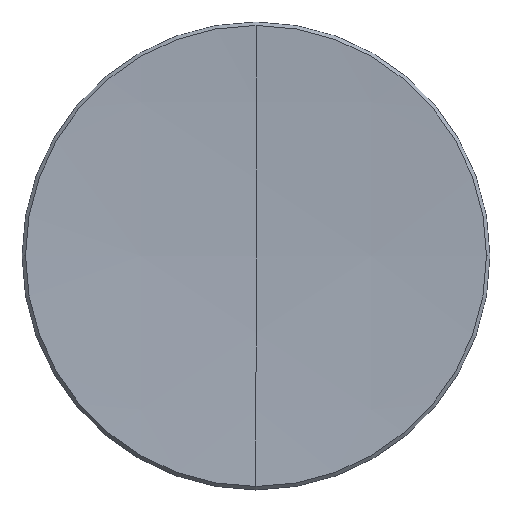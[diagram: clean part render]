
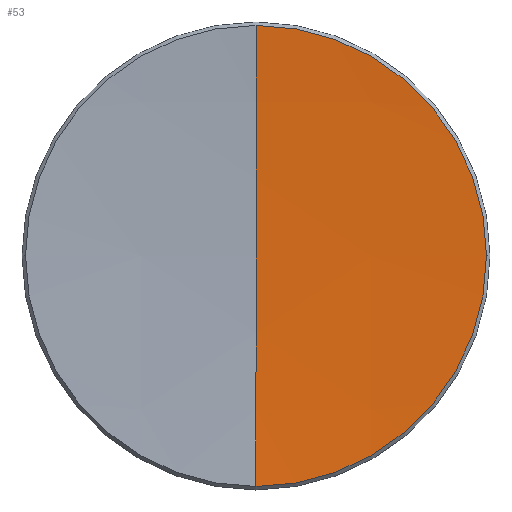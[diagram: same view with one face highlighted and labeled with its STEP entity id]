
A CAD part, top view. The second image highlights one B-rep face of the part: STEP entity #53.
In plain terms, the highlighted spherical face has radius 209.81 mm.
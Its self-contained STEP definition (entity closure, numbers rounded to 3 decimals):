
#2 = CARTESIAN_POINT ( 'NONE',  ( 0., 12.511, 5.989 ) ) ;
#4 = DIRECTION ( 'NONE',  ( -1., 0., 0. ) ) ;
#7 = CARTESIAN_POINT ( 'NONE',  ( 0., 0., 215.425 ) ) ;
#15 = DIRECTION ( 'NONE',  ( -1., 0., 0. ) ) ;
#40 = FACE_OUTER_BOUND ( 'NONE', #181, .T. ) ;
#43 = ORIENTED_EDGE ( 'NONE', *, *, #193, .T. ) ;
#47 = VERTEX_POINT ( 'NONE', #85 ) ;
#48 = DIRECTION ( 'NONE',  ( 1., 0., 0. ) ) ;
#51 = ORIENTED_EDGE ( 'NONE', *, *, #176, .F. ) ;
#52 = DIRECTION ( 'NONE',  ( 0., 0., -1. ) ) ;
#53 = ADVANCED_FACE ( 'NONE', ( #40 ), #150, .F. ) ;
#57 = DIRECTION ( 'NONE',  ( 1., 0., 0. ) ) ;
#59 = CIRCLE ( 'NONE', #188, 209.81 ) ;
#67 = ORIENTED_EDGE ( 'NONE', *, *, #211, .T. ) ;
#71 = CARTESIAN_POINT ( 'NONE',  ( 0., 0., 215.425 ) ) ;
#77 = AXIS2_PLACEMENT_3D ( 'NONE', #120, #156, #135 ) ;
#78 = AXIS2_PLACEMENT_3D ( 'NONE', #7, #4, #141 ) ;
#85 = CARTESIAN_POINT ( 'NONE',  ( 0., 0., 5.615 ) ) ;
#86 = CIRCLE ( 'NONE', #177, 12.511 ) ;
#108 = VERTEX_POINT ( 'NONE', #228 ) ;
#120 = CARTESIAN_POINT ( 'NONE',  ( 0., 0., 5.989 ) ) ;
#135 = DIRECTION ( 'NONE',  ( 1., 0., 0. ) ) ;
#141 = DIRECTION ( 'NONE',  ( 0., -1., 0. ) ) ;
#146 = VERTEX_POINT ( 'NONE', #161 ) ;
#150 = SPHERICAL_SURFACE ( 'NONE', #247, 209.81 ) ;
#156 = DIRECTION ( 'NONE',  ( 0., 0., 1. ) ) ;
#161 = CARTESIAN_POINT ( 'NONE',  ( 12.511, 0., 5.989 ) ) ;
#169 = CIRCLE ( 'NONE', #77, 12.511 ) ;
#176 = EDGE_CURVE ( 'NONE', #47, #223, #59, .T. ) ;
#177 = AXIS2_PLACEMENT_3D ( 'NONE', #244, #200, #48 ) ;
#180 = ORIENTED_EDGE ( 'NONE', *, *, #279, .T. ) ;
#181 = EDGE_LOOP ( 'NONE', ( #51, #43, #180, #67 ) ) ;
#188 = AXIS2_PLACEMENT_3D ( 'NONE', #207, #57, #52 ) ;
#193 = EDGE_CURVE ( 'NONE', #47, #108, #206, .T. ) ;
#195 = DIRECTION ( 'NONE',  ( 0., 1., 0. ) ) ;
#200 = DIRECTION ( 'NONE',  ( 0., 0., 1. ) ) ;
#206 = CIRCLE ( 'NONE', #78, 209.81 ) ;
#207 = CARTESIAN_POINT ( 'NONE',  ( 0., 0., 215.425 ) ) ;
#211 = EDGE_CURVE ( 'NONE', #146, #223, #86, .T. ) ;
#223 = VERTEX_POINT ( 'NONE', #2 ) ;
#228 = CARTESIAN_POINT ( 'NONE',  ( 0., -12.511, 5.989 ) ) ;
#244 = CARTESIAN_POINT ( 'NONE',  ( 0., 0., 5.989 ) ) ;
#247 = AXIS2_PLACEMENT_3D ( 'NONE', #71, #15, #195 ) ;
#279 = EDGE_CURVE ( 'NONE', #108, #146, #169, .T. ) ;
